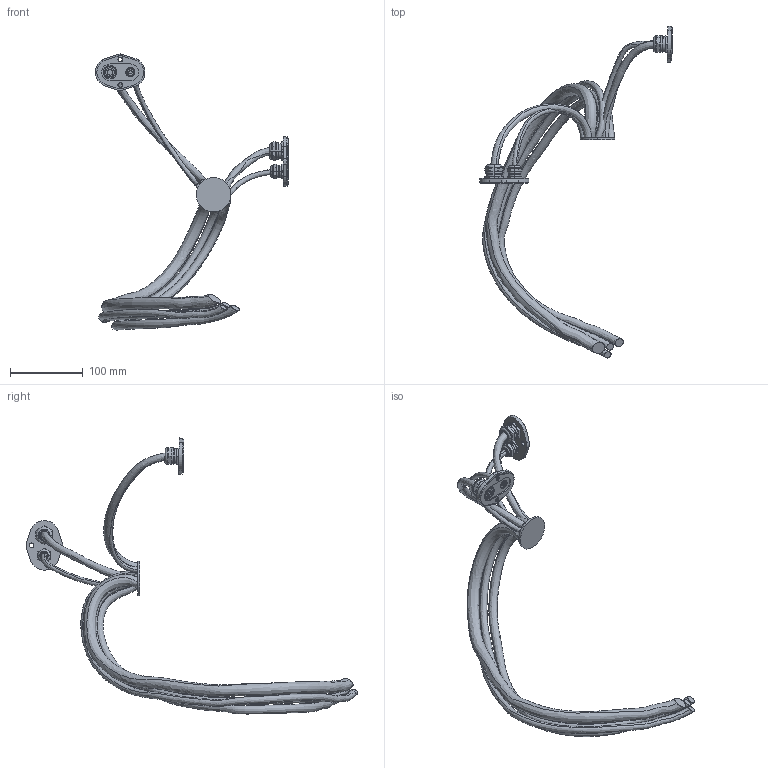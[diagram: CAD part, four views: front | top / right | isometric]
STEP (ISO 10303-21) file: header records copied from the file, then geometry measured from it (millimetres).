
FILE_DESCRIPTION (( 'STEP AP214' ), '1' );
FILE_NAME ('IRB2600_20-165_CABLES_LINK1a_rev00.STEP', '2016-12-02T11:52:48', ( 'ABB' ), ( 'ABB' ), 'SwSTEP 2.0', 'SolidWorks 2014', '' );
FILE_SCHEMA (( 'AUTOMOTIVE_DESIGN' ));
Length unit declared in the file: millimetre
Products named in the file (1): IRB2600_20-165_CABLES_LINK1a_rev00
Bounding box: 264.87 x 455.41 x 378.91 mm (x, y, z)
Volume: 393032.5 mm3; surface area: 148699.4 mm2
Topology: 7 solids, 9 shells, 535 faces, 1194 edges, 714 vertices
Faces by surface type: cylinder 227, plane 149, cone 89, sphere 26, torus 24, bspline 20
Entity records: 27413 total; most frequent: CARTESIAN_POINT 9706, DIRECTION 2558, ORIENTED_EDGE 2336, EDGE_CURVE 1168, AXIS2_PLACEMENT_3D 1067, VERTEX_POINT 710, EDGE_LOOP 612, CIRCLE 551
